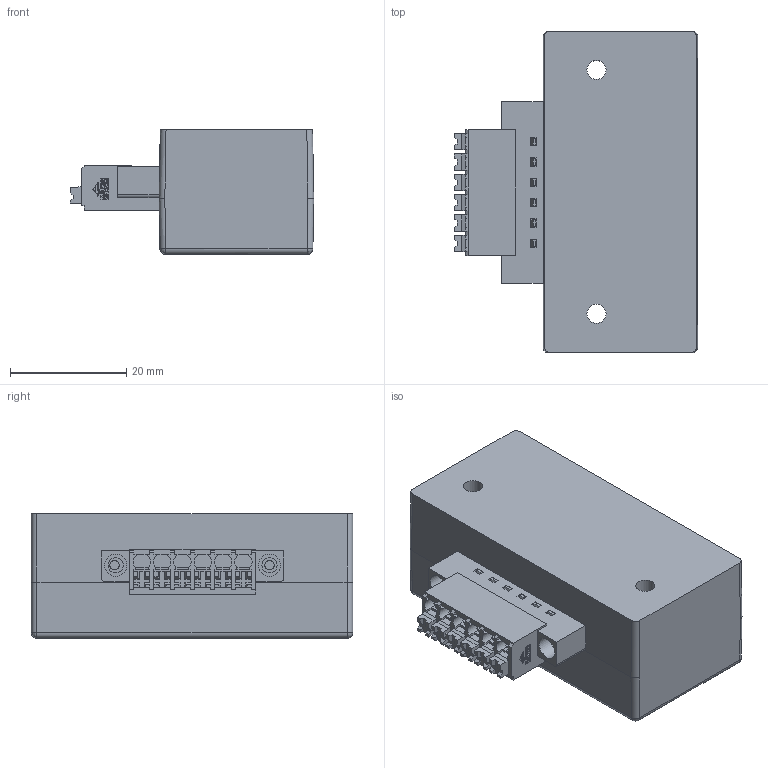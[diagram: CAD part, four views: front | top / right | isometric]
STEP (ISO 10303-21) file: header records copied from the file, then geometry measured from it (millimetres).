
FILE_DESCRIPTION(/* description */ (''),/* implementation_level */ '2;1');
FILE_NAME(/* name */ 'D268-4 3D.stp',/* time_stamp */ '2024-08-14T18:13:54+08:00',/* author */ (''),/* organization */ (''),/* preprocessor_version */ 'ST-DEVELOPER v14',/* originating_system */ 'SIEMENS PLM Software NX 8.0',/* authorisation */ '');
FILE_SCHEMA (('AUTOMOTIVE_DESIGN { 1 0 10303 214 3 1 1 1 }'));
Products named in the file (1): D268-4 3D_stp
Bounding box: 41.95 x 55.4 x 21.5 mm (x, y, z)
Volume: 32453.6 mm3; surface area: 11026.1 mm2
Topology: 2 solids, 8 shells, 2406 faces, 6699 edges, 4437 vertices
Faces by surface type: plane 2183, cylinder 165, extrusion 40, cone 10, bspline 8
Full cylindrical faces by diameter (mm): 1.6 x2, 2 x6, 2.6 x2, 3.3 x2, 3.6 x2, 3.8 x2
Entity records: 79251 total; most frequent: CARTESIAN_POINT 16398, ORIENTED_EDGE 13314, DIRECTION 11653, EDGE_CURVE 6657, VECTOR 6251, LINE 6211, VERTEX_POINT 4428, AXIS2_PLACEMENT_3D 2701
